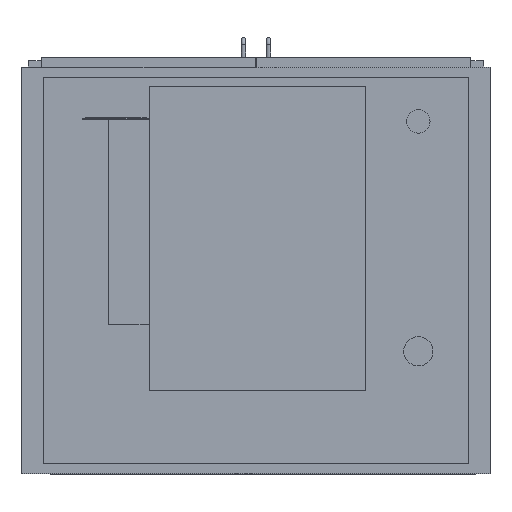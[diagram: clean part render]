
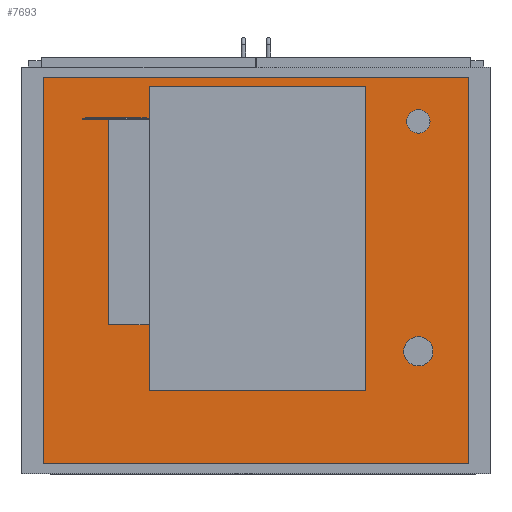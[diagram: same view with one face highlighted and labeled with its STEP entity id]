
A CAD part, front view. The second image highlights one B-rep face of the part: STEP entity #7693.
In plain terms, the highlighted planar face has unit normal (0, -1, 0).
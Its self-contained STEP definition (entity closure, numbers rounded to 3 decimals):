
#106=FACE_BOUND('',#1023,.T.);
#107=FACE_BOUND('',#1024,.T.);
#139=PLANE('',#8229);
#555=FACE_OUTER_BOUND('',#1022,.T.);
#1022=EDGE_LOOP('',(#5481,#5482,#5483,#5484));
#1023=EDGE_LOOP('',(#5485));
#1024=EDGE_LOOP('',(#5486));
#1511=LINE('',#10976,#2505);
#1514=LINE('',#10982,#2508);
#1517=LINE('',#10988,#2511);
#1520=LINE('',#10992,#2514);
#2505=VECTOR('',#8831,10.);
#2508=VECTOR('',#8836,10.);
#2511=VECTOR('',#8841,10.);
#2514=VECTOR('',#8846,10.);
#3484=CIRCLE('',#8213,20.);
#3486=CIRCLE('',#8217,25.);
#3592=VERTEX_POINT('',#10933);
#3594=VERTEX_POINT('',#10940);
#3605=VERTEX_POINT('',#10973);
#3606=VERTEX_POINT('',#10975);
#3608=VERTEX_POINT('',#10981);
#3610=VERTEX_POINT('',#10987);
#4327=EDGE_CURVE('',#3592,#3592,#3484,.T.);
#4330=EDGE_CURVE('',#3594,#3594,#3486,.T.);
#4345=EDGE_CURVE('',#3606,#3605,#1511,.T.);
#4348=EDGE_CURVE('',#3608,#3606,#1514,.T.);
#4351=EDGE_CURVE('',#3610,#3608,#1517,.T.);
#4354=EDGE_CURVE('',#3605,#3610,#1520,.T.);
#5481=ORIENTED_EDGE('',*,*,#4354,.T.);
#5482=ORIENTED_EDGE('',*,*,#4351,.T.);
#5483=ORIENTED_EDGE('',*,*,#4348,.T.);
#5484=ORIENTED_EDGE('',*,*,#4345,.T.);
#5485=ORIENTED_EDGE('',*,*,#4327,.T.);
#5486=ORIENTED_EDGE('',*,*,#4330,.T.);
#7693=ADVANCED_FACE('',(#555,#106,#107),#139,.T.);
#8213=AXIS2_PLACEMENT_3D('',#10935,#8792,#8793);
#8217=AXIS2_PLACEMENT_3D('',#10942,#8801,#8802);
#8229=AXIS2_PLACEMENT_3D('',#10994,#8849,#8850);
#8792=DIRECTION('center_axis',(0.,1.,0.));
#8793=DIRECTION('ref_axis',(1.,0.,0.));
#8801=DIRECTION('center_axis',(0.,1.,0.));
#8802=DIRECTION('ref_axis',(1.,0.,0.));
#8831=DIRECTION('',(0.,0.,1.));
#8836=DIRECTION('',(1.,0.,0.));
#8841=DIRECTION('',(0.,0.,-1.));
#8846=DIRECTION('',(-1.,0.,0.));
#8849=DIRECTION('center_axis',(0.,-1.,0.));
#8850=DIRECTION('ref_axis',(0.,0.,-1.));
#10933=CARTESIAN_POINT('',(257.5,-370.,255.));
#10935=CARTESIAN_POINT('Origin',(277.5,-370.,255.));
#10940=CARTESIAN_POINT('',(252.5,-370.,-138.));
#10942=CARTESIAN_POINT('Origin',(277.5,-370.,-138.));
#10973=CARTESIAN_POINT('',(362.5,-370.,330.));
#10975=CARTESIAN_POINT('',(362.5,-370.,-330.));
#10976=CARTESIAN_POINT('',(362.5,-370.,330.));
#10981=CARTESIAN_POINT('',(-362.5,-370.,-330.));
#10982=CARTESIAN_POINT('',(362.5,-370.,-330.));
#10987=CARTESIAN_POINT('',(-362.5,-370.,330.));
#10988=CARTESIAN_POINT('',(-362.5,-370.,-330.));
#10992=CARTESIAN_POINT('',(-362.5,-370.,330.));
#10994=CARTESIAN_POINT('Origin',(0.,-370.,0.));
